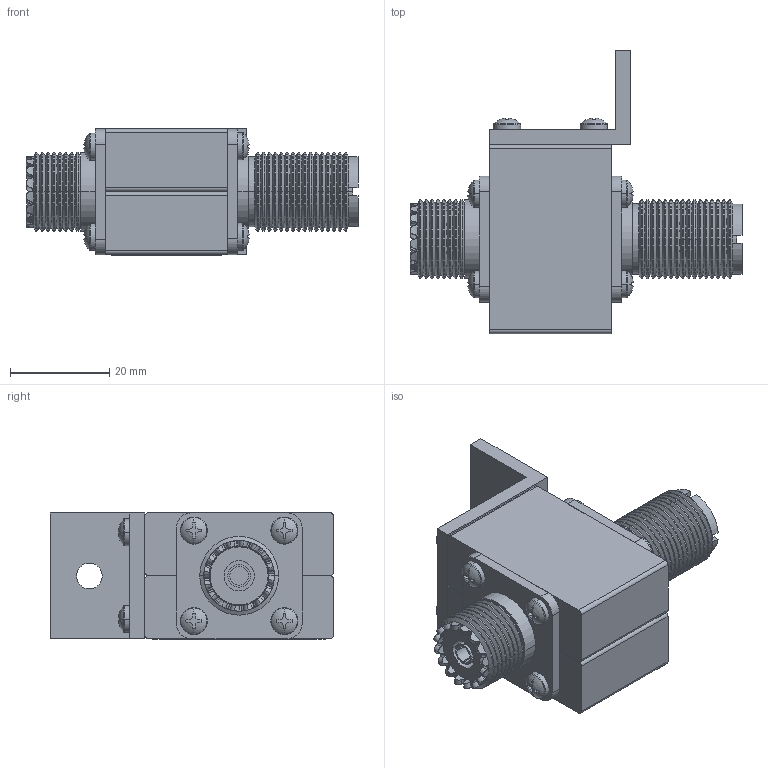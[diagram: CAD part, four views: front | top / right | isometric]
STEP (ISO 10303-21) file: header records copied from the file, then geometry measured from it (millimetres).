
FILE_DESCRIPTION (( 'STEP AP214' ), '1' );
FILE_NAME ('LCSP1032.step', '2018-04-10T14:58:07', ( '' ), ( '' ), 'SwSTEP 2.0', 'SolidWorks 2017', '' );
FILE_SCHEMA (( 'AUTOMOTIVE_DESIGN' ));
Length unit declared in the file: inch
Products named in the file (14): 1081-0251-05; 2003-3437_BLK; 9030-0085; 9040-0577; 2021-2100-02; 2021-2103; 5100-0002; 5210-0018; 4033-0106; 5330-001; 2021-2100; LCSP1032; 2103-190; 2021-2103-01
Assembly tree (24 placements, depth 4):
  LCSP1032
    5210-0018
    5100-0002
    2021-2103-01
      2021-2103
    9030-0085
      5330-001
      2103-190
    2003-3437_BLK
    1081-0251-05  x12
    9040-0577
      2021-2100-02
        2021-2100
      4033-0106
Bounding box: 66.93 x 57.15 x 25.53 mm (x, y, z)
Volume: 31627.6 mm3; surface area: 22792.9 mm2
Topology: 21 solids, 21 shells, 1839 faces, 4172 edges, 2399 vertices
Faces by surface type: cone 734, cylinder 667, plane 384, torus 48, bspline 6
Entity records: 23546 total; most frequent: CARTESIAN_POINT 4448, DIRECTION 3487, ORIENTED_EDGE 3244, EDGE_CURVE 1622, AXIS2_PLACEMENT_3D 1355, VERTEX_POINT 1002, VECTOR 777, LINE 777
